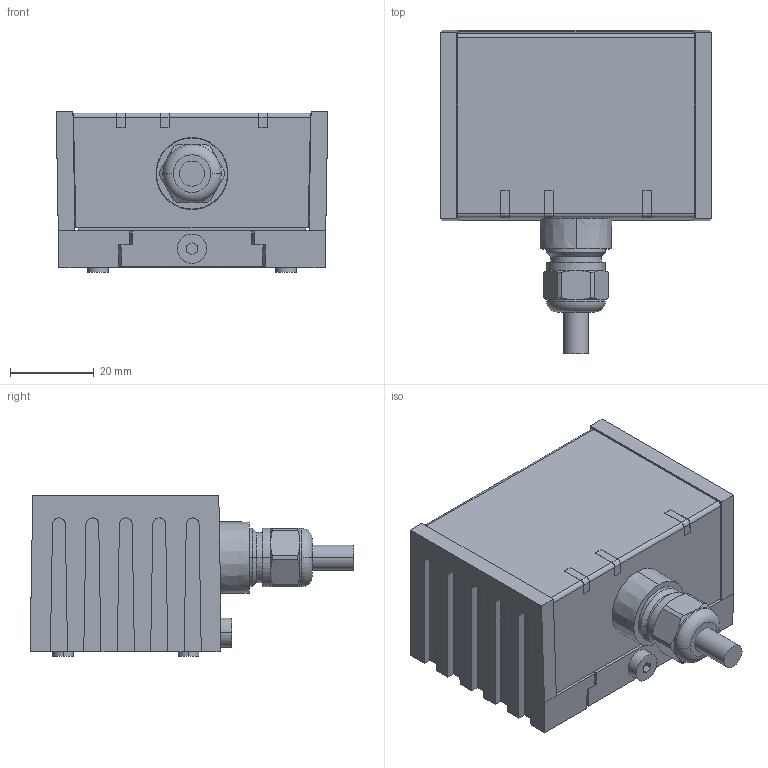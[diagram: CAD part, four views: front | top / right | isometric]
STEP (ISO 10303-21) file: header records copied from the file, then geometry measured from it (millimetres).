
FILE_DESCRIPTION((''),'2;1');
FILE_NAME('DM_CAD-2158_SW0001','2015-08-03T',('Creinig-se'),(''),'PRO/ENGINEER BY PARAMETRIC TECHNOLOGY CORPORATION, 2013050','PRO/ENGINEER BY PARAMETRIC TECHNOLOGY CORPORATION, 2013050','');
FILE_SCHEMA(('CONFIG_CONTROL_DESIGN'));
Length unit declared in the file: millimetre
Products named in the file (1): DM_CAD-2158_SW0001
Bounding box: 65 x 77.5 x 38.49 mm (x, y, z)
Volume: 100531.6 mm3; surface area: 32569.6 mm2
Topology: 5 solids, 6 shells, 393 faces, 1066 edges, 686 vertices
Faces by surface type: plane 271, cylinder 68, cone 52, torus 2
Entity records: 16006 total; most frequent: CARTESIAN_POINT 3242, ORIENTED_EDGE 2132, DIRECTION 1940, EDGE_CURVE 1066, VECTOR 810, LINE 810, VERTEX_POINT 686, AXIS2_PLACEMENT_3D 565
